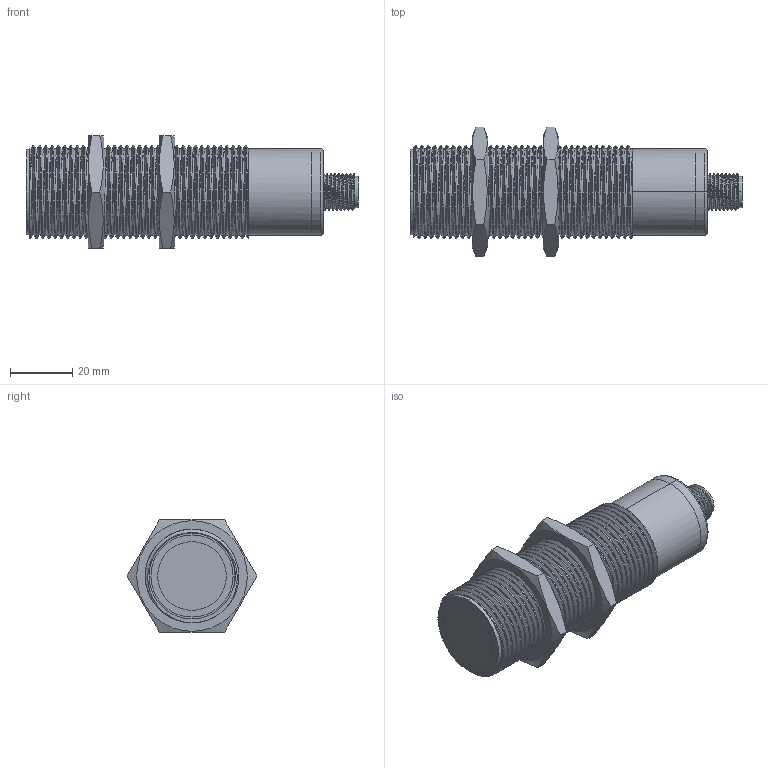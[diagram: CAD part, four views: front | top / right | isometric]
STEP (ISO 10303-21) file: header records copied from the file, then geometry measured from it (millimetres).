
FILE_DESCRIPTION (( 'STEP AP214' ), '1' );
FILE_NAME ('PXUS2000-30NV15_3D.step', '2023-06-21T22:47:44', ( '' ), ( '' ), 'SwSTEP 2.0', 'SolidWorks 2022', '' );
FILE_SCHEMA (( 'AUTOMOTIVE_DESIGN' ));
Length unit declared in the file: inch
Products named in the file (3): PXUS2000-30NV15; PXUS2000-30NV15_3D; M30 NUT MA1
Assembly tree (3 placements, depth 2):
  PXUS2000-30NV15_3D
    PXUS2000-30NV15
    M30 NUT MA1  x2
Bounding box: 106.4 x 41.57 x 36 mm (x, y, z)
Volume: 65416.1 mm3; surface area: 18410.5 mm2
Topology: 3 solids, 3 shells, 173 faces, 483 edges, 318 vertices
Faces by surface type: cylinder 116, plane 30, sphere 10, cone 8, bspline 7, torus 2
Entity records: 14370 total; most frequent: CARTESIAN_POINT 10697, ORIENTED_EDGE 844, DIRECTION 607, EDGE_CURVE 422, VERTEX_POINT 279, AXIS2_PLACEMENT_3D 237, EDGE_LOOP 173, FACE_OUTER_BOUND 159
